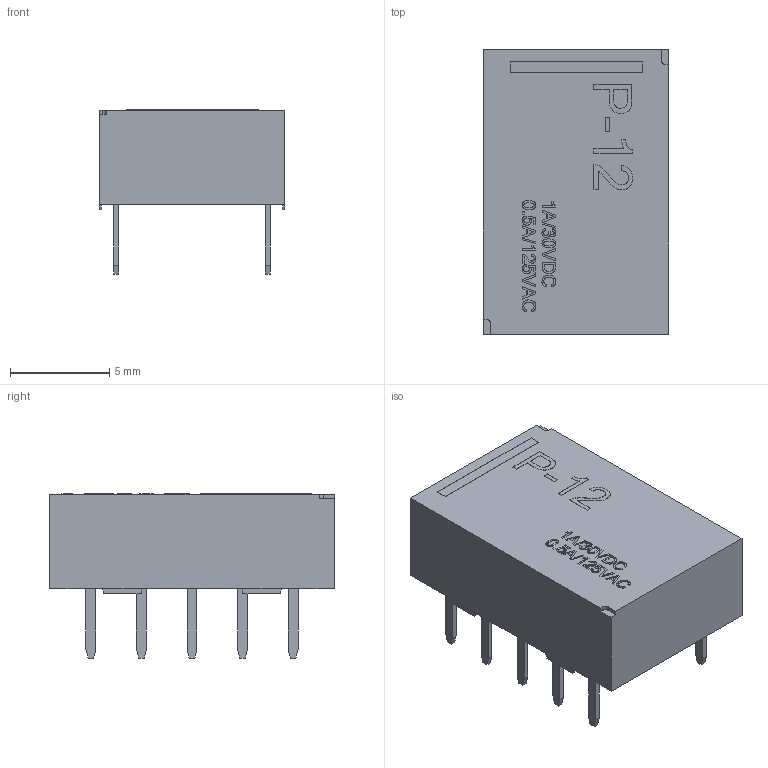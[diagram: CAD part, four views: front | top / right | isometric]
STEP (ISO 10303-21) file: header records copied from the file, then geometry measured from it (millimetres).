
FILE_DESCRIPTION(/* description */ ('Alibre Inc.'),/* implementation_level */ '2;1');
FILE_NAME(/* name */ 'export0',/* time_stamp */ '2012-10-06T19:57:31+03:00',/* author */ (''),/* organization */ (''),/* preprocessor_version */ 'ST-DEVELOPER v14',/* originating_system */ 'Alibre',/* authorisation */ '');
FILE_SCHEMA (('AUTOMOTIVE_DESIGN'));
Length unit declared in the file: centimetre
Bounding box: 9.31 x 14.3 x 8.26 mm (x, y, z)
Volume: 636.1 mm3; surface area: 546.1 mm2
Topology: 1 solids, 1 shells, 420 faces, 1129 edges, 750 vertices
Faces by surface type: plane 260, bspline 158, cylinder 2
Entity records: 13305 total; most frequent: CARTESIAN_POINT 3706, ORIENTED_EDGE 2258, EDGE_CURVE 1129, DIRECTION 1066, VECTOR 801, LINE 801, VERTEX_POINT 750, EDGE_LOOP 459
